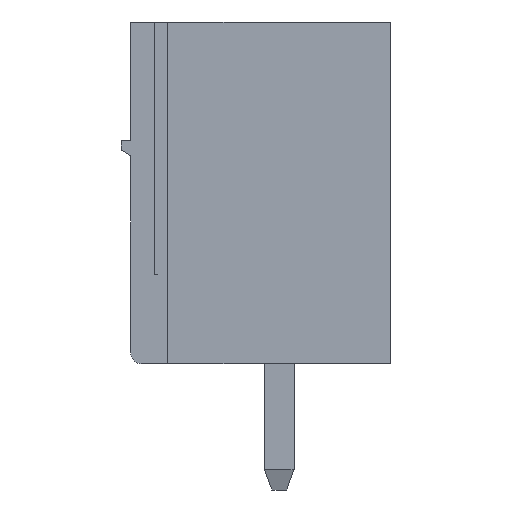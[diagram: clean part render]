
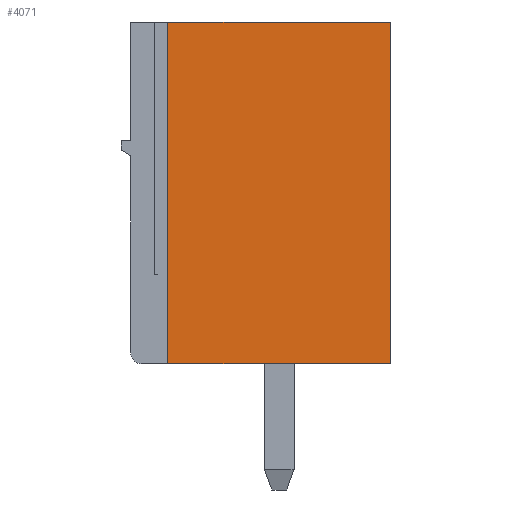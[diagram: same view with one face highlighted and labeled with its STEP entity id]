
A CAD part, left-side view. The second image highlights one B-rep face of the part: STEP entity #4071.
In plain terms, the highlighted planar face has unit normal (-1, 0, 0).
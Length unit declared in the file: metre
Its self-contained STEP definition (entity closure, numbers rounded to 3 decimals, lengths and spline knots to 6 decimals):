
#4071=ADVANCED_FACE('',(#8309),#8310,.F.);
#8309=FACE_OUTER_BOUND('',#12573,.T.);
#8310=PLANE('',#12574);
#12573=EDGE_LOOP('',(#24763,#24764,#24765,#24766));
#12574=AXIS2_PLACEMENT_3D('',#24767,#24768,#24769);
#24763=ORIENTED_EDGE('',*,*,#25642,.F.);
#24764=ORIENTED_EDGE('',*,*,#25127,.F.);
#24765=ORIENTED_EDGE('',*,*,#29824,.T.);
#24766=ORIENTED_EDGE('',*,*,#25768,.T.);
#24767=CARTESIAN_POINT('',(-1.091827,0.00386,0.000933));
#24768=DIRECTION('',(1.0,0.,0.));
#24769=DIRECTION('',(0.0,0.,1.0));
#25127=EDGE_CURVE('',#29986,#29981,#29988,.T.);
#25642=EDGE_CURVE('',#29981,#31016,#31017,.T.);
#25768=EDGE_CURVE('',#31230,#31016,#31231,.T.);
#29824=EDGE_CURVE('',#29986,#31230,#36853,.T.);
#29981=VERTEX_POINT('',#37052);
#29986=VERTEX_POINT('',#37060);
#29988=LINE('',#37063,#37064);
#31016=VERTEX_POINT('',#38532);
#31017=LINE('',#38533,#38534);
#31230=VERTEX_POINT('',#38869);
#31231=LINE('',#38870,#38871);
#36853=LINE('',#47146,#47147);
#37052=CARTESIAN_POINT('',(-1.091827,0.00386,0.000933));
#37060=CARTESIAN_POINT('',(-1.091827,0.00986,0.000933));
#37063=CARTESIAN_POINT('',(-1.091827,0.00386,0.000933));
#37064=VECTOR('',#47308,1.0);
#38532=CARTESIAN_POINT('',(-1.091827,0.00386,-0.008267));
#38533=CARTESIAN_POINT('',(-1.091827,0.00386,0.000933));
#38534=VECTOR('',#47968,1.0);
#38869=CARTESIAN_POINT('',(-1.091827,0.00986,-0.008267));
#38870=CARTESIAN_POINT('',(-1.091827,0.00386,-0.008267));
#38871=VECTOR('',#48097,1.0);
#47146=CARTESIAN_POINT('',(-1.091827,0.00986,0.000933));
#47147=VECTOR('',#51093,1.0);
#47308=DIRECTION('',(0.,-1.0,0.));
#47968=DIRECTION('',(0.,0.,-1.0));
#48097=DIRECTION('',(0.,-1.0,0.));
#51093=DIRECTION('',(0.,0.,-1.0));
